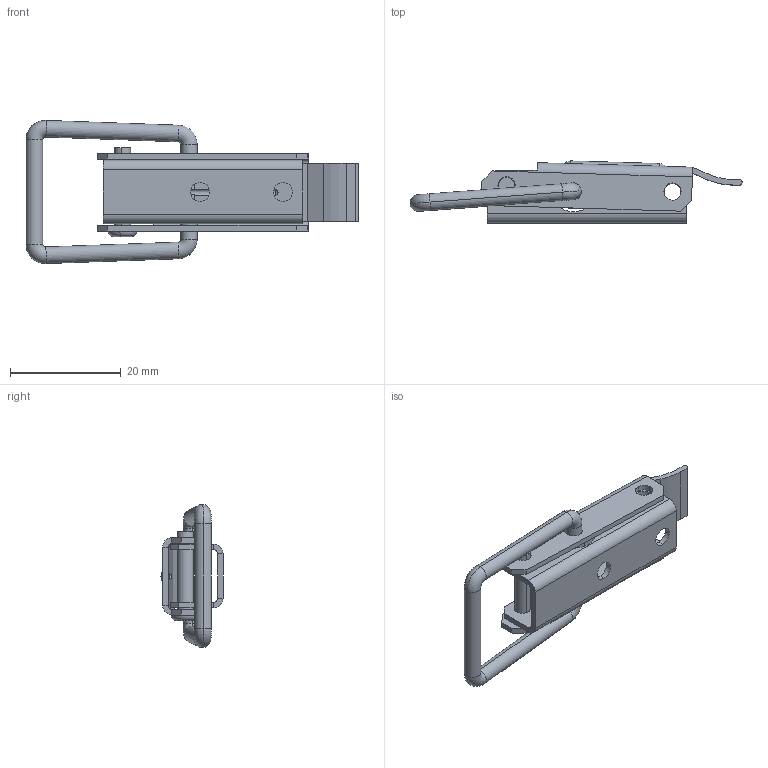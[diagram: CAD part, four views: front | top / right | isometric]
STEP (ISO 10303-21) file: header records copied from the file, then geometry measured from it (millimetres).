
FILE_DESCRIPTION (( 'STEP AP214' ), '1' );
FILE_NAME ('D10252 - 102 SS2 Stainless.STEP', '2017-02-13T07:38:17', ( '' ), ( '' ), 'SwSTEP 2.0', 'SolidWorks 2015', '' );
FILE_SCHEMA (( 'AUTOMOTIVE_DESIGN' ));
Length unit declared in the file: millimetre
Products named in the file (5): bygel; Nit; Överdel; Underdel; D10252 - 102 SS2 Stainless
Assembly tree (4 placements, depth 2):
  D10252 - 102 SS2 Stainless
    Underdel
    Överdel
    Nit
    bygel
Bounding box: 59.98 x 11.22 x 25.85 mm (x, y, z)
Volume: 2489 mm3; surface area: 4939 mm2
Topology: 4 solids, 4 shells, 155 faces, 380 edges, 232 vertices
Faces by surface type: plane 83, cylinder 57, torus 10, sphere 5
Entity records: 4733 total; most frequent: DIRECTION 841, CARTESIAN_POINT 766, ORIENTED_EDGE 748, EDGE_CURVE 374, AXIS2_PLACEMENT_3D 305, VECTOR 231, LINE 231, VERTEX_POINT 230
